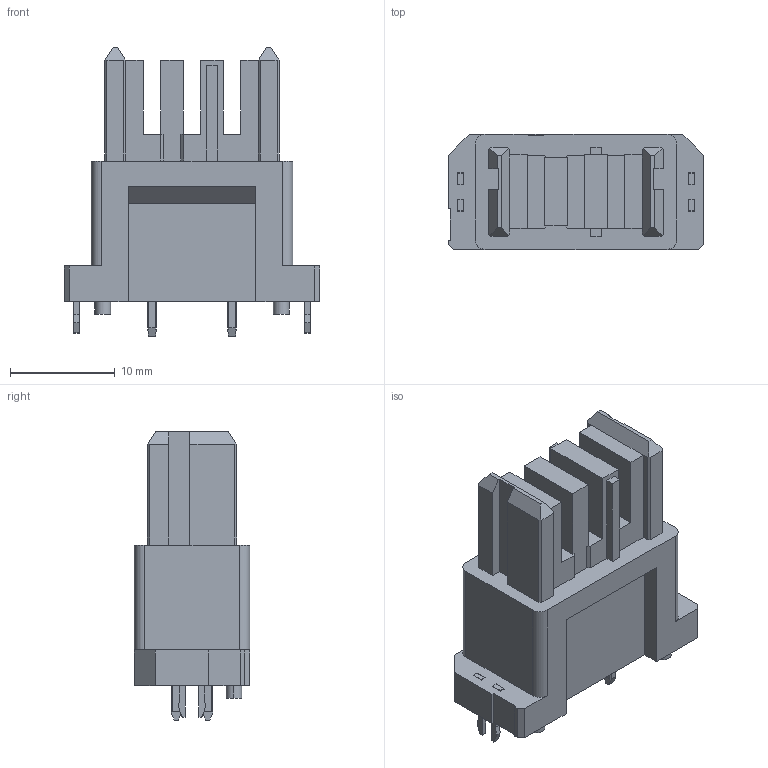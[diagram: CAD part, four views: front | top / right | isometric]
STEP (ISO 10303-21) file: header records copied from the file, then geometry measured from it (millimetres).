
FILE_DESCRIPTION(('Creo Elements/Direct Modeling STEP Export'),'2;1');
FILE_NAME('FX30B-2P-7.62DSA30.stp','2015-08-05T 8:38:30',(''),(''),'Creo Elements/Direct Modeling STEP processor for AP214 (Solid Model)','Creo Elements/Direct Modeling 18.1E 22-Nov-2013 (C) Parametric Technology GmbH','');
FILE_SCHEMA(('AUTOMOTIVE_DESIGN { 1 0 10303 214 1 1 1 1 }'));
Length unit declared in the file: millimetre
Products named in the file (1): FX30B-2P-7.62DSA30
Bounding box: 24.37 x 11 x 27.5 mm (x, y, z)
Volume: 3528.4 mm3; surface area: 2277 mm2
Topology: 1 solids, 1 shells, 216 faces, 593 edges, 394 vertices
Faces by surface type: plane 204, cylinder 12
Entity records: 6731 total; most frequent: CARTESIAN_POINT 1200, ORIENTED_EDGE 1186, DIRECTION 1043, EDGE_CURVE 593, VECTOR 569, LINE 569, VERTEX_POINT 394, AXIS2_PLACEMENT_3D 237
